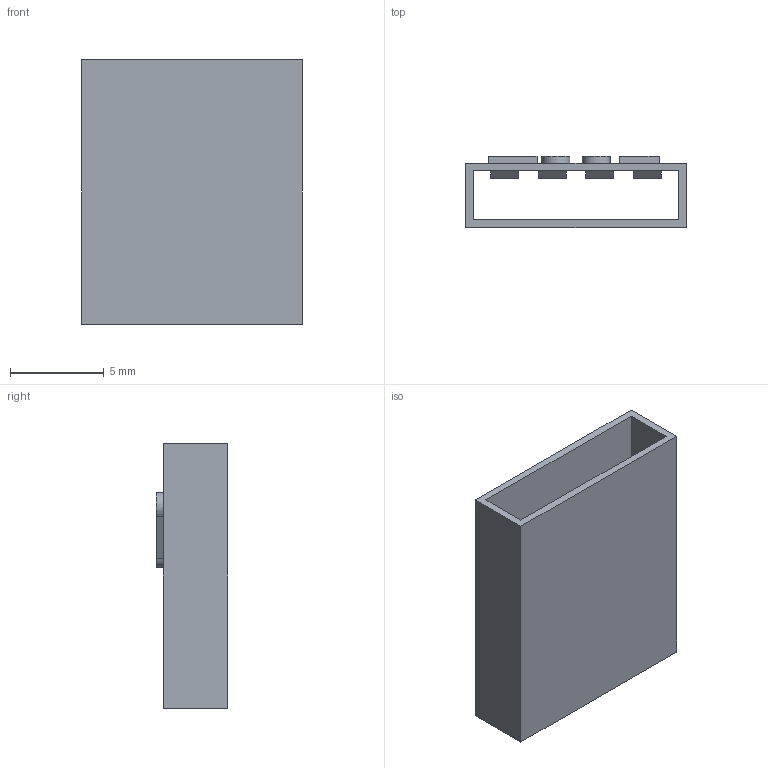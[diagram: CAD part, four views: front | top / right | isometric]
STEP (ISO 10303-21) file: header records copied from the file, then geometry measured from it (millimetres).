
FILE_DESCRIPTION(/* description */ ('STEP AP242','CAx-IF Rec.Pracs.---Representation and Presentation of Product Manufacturing Information (PMI)---4.0---2014-10-13','CAx-IF Rec.Pracs.---3D Tessellated Geometry---0.4---2014-09-14','2;1'),/* implementation_level */ '2;1');
FILE_NAME(/* name */ 'DuPont - Dupont 1x4',/* time_stamp */ '2025-01-04T23:29:51Z',/* author */ (''),/* organization */ (''),/* preprocessor_version */ 'ST-DEVELOPER v20',/* originating_system */ 'ONSHAPE BY PTC INC, 1.191',/* authorisation */ ' ');
FILE_SCHEMA (('AP242_MANAGED_MODEL_BASED_3D_ENGINEERING_MIM_LF { 1 0 10303 442 1 1 4 }'));
Length unit declared in the file: metre
Products named in the file (1): Dupont 1x4
Bounding box: 11.76 x 3.81 x 14.1 mm (x, y, z)
Volume: 169.8 mm3; surface area: 853 mm2
Topology: 1 solids, 1 shells, 45 faces, 102 edges, 68 vertices
Faces by surface type: plane 42, cylinder 3
Full cylindrical faces by diameter (mm): 1.5 x3
Entity records: 1253 total; most frequent: CARTESIAN_POINT 213, ORIENTED_EDGE 198, DIRECTION 197, EDGE_CURVE 99, LINE 93, VECTOR 93, VERTEX_POINT 68, EDGE_LOOP 59
